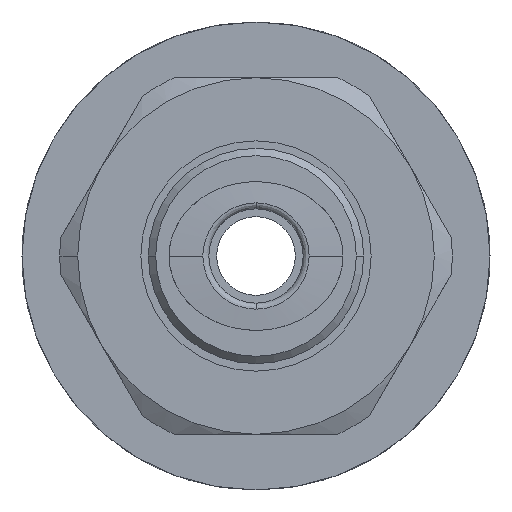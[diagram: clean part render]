
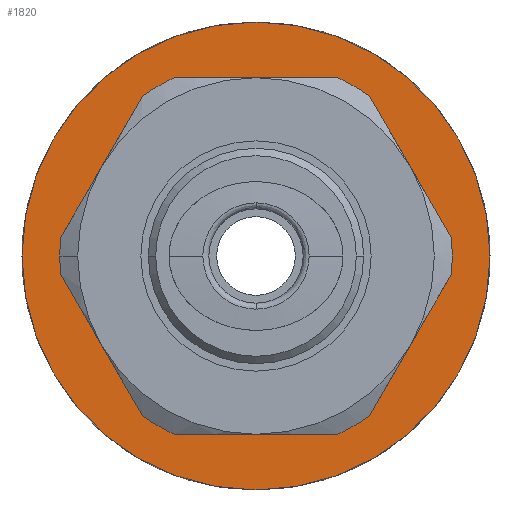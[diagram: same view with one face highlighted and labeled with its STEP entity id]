
A CAD part, front view. The second image highlights one B-rep face of the part: STEP entity #1820.
In plain terms, the highlighted planar face has unit normal (0, -1, 0).
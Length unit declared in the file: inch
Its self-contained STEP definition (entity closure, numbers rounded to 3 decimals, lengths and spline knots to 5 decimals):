
#23 = ORIENTED_EDGE ( 'NONE', *, *, #86, .F. ) ;
#27 = DIRECTION ( 'NONE',  ( -1., 0., 0. ) ) ;
#64 = EDGE_LOOP ( 'NONE', ( #23, #1456 ) ) ;
#65 = CARTESIAN_POINT ( 'NONE',  ( 0.2165, 0.70472, -0.47244 ) ) ;
#70 = VERTEX_POINT ( 'NONE', #991 ) ;
#86 = EDGE_CURVE ( 'NONE', #1445, #1564, #3810, .T. ) ;
#97 = DIRECTION ( 'NONE',  ( 0.5, 0., -0.866 ) ) ;
#266 = VERTEX_POINT ( 'NONE', #1766 ) ;
#272 = AXIS2_PLACEMENT_3D ( 'NONE', #2504, #530, #2832 ) ;
#294 = EDGE_CURVE ( 'NONE', #4069, #3257, #3289, .T. ) ;
#318 = VERTEX_POINT ( 'NONE', #2780 ) ;
#340 = EDGE_CURVE ( 'NONE', #4115, #832, #3197, .T. ) ;
#360 = VERTEX_POINT ( 'NONE', #2132 ) ;
#434 = EDGE_CURVE ( 'NONE', #832, #70, #3869, .T. ) ;
#519 = ORIENTED_EDGE ( 'NONE', *, *, #3744, .F. ) ;
#527 = ORIENTED_EDGE ( 'NONE', *, *, #340, .F. ) ;
#530 = DIRECTION ( 'NONE',  ( 0., -1., 0. ) ) ;
#533 = EDGE_LOOP ( 'NONE', ( #3522, #3210, #670, #1358, #4064, #2783, #1728, #1041, #519, #1585, #527, #2950, #4246 ) ) ;
#544 = CARTESIAN_POINT ( 'NONE',  ( 0.27276, 0.70472, -0.47244 ) ) ;
#560 = CARTESIAN_POINT ( 'NONE',  ( -0.62008, 0.70472, 0. ) ) ;
#571 = LINE ( 'NONE', #2093, #2215 ) ;
#636 = VERTEX_POINT ( 'NONE', #1895 ) ;
#670 = ORIENTED_EDGE ( 'NONE', *, *, #3172, .F. ) ;
#695 = CARTESIAN_POINT ( 'NONE',  ( 0.27276, 0.70472, 0.47244 ) ) ;
#756 = DIRECTION ( 'NONE',  ( 0., -1., 0. ) ) ;
#766 = FACE_BOUND ( 'NONE', #533, .T. ) ;
#817 = CARTESIAN_POINT ( 'NONE',  ( 0.54553, 0.70472, 0. ) ) ;
#821 = AXIS2_PLACEMENT_3D ( 'NONE', #2726, #756, #3050 ) ;
#832 = VERTEX_POINT ( 'NONE', #1946 ) ;
#991 = CARTESIAN_POINT ( 'NONE',  ( 0.5174, 0.70472, 0.04873 ) ) ;
#1000 = VERTEX_POINT ( 'NONE', #65 ) ;
#1013 = EDGE_CURVE ( 'NONE', #3252, #360, #1751, .T. ) ;
#1041 = ORIENTED_EDGE ( 'NONE', *, *, #2662, .F. ) ;
#1074 = CARTESIAN_POINT ( 'NONE',  ( 0., 0.70472, 0. ) ) ;
#1116 = EDGE_CURVE ( 'NONE', #318, #636, #571, .T. ) ;
#1125 = CARTESIAN_POINT ( 'NONE',  ( 0.3009, 0.70472, -0.42371 ) ) ;
#1206 = AXIS2_PLACEMENT_3D ( 'NONE', #1074, #3375, #1408 ) ;
#1304 = CARTESIAN_POINT ( 'NONE',  ( 0.3009, 0.70472, 0.42371 ) ) ;
#1308 = LINE ( 'NONE', #695, #2078 ) ;
#1335 = DIRECTION ( 'NONE',  ( 0., -1., 0. ) ) ;
#1358 = ORIENTED_EDGE ( 'NONE', *, *, #3374, .F. ) ;
#1368 = CARTESIAN_POINT ( 'NONE',  ( -0.3009, 0.70472, -0.42371 ) ) ;
#1408 = DIRECTION ( 'NONE',  ( -1., 0., 0. ) ) ;
#1424 = DIRECTION ( 'NONE',  ( 0., -1., 0. ) ) ;
#1445 = VERTEX_POINT ( 'NONE', #1619 ) ;
#1446 = CARTESIAN_POINT ( 'NONE',  ( -0.3009, 0.70472, 0.42371 ) ) ;
#1456 = ORIENTED_EDGE ( 'NONE', *, *, #2846, .F. ) ;
#1475 = EDGE_CURVE ( 'NONE', #636, #4069, #4212, .T. ) ;
#1557 = DIRECTION ( 'NONE',  ( 0., -1., 0. ) ) ;
#1564 = VERTEX_POINT ( 'NONE', #3637 ) ;
#1585 = ORIENTED_EDGE ( 'NONE', *, *, #434, .F. ) ;
#1619 = CARTESIAN_POINT ( 'NONE',  ( -0.62008, 0.70472, 0. ) ) ;
#1632 = DIRECTION ( 'NONE',  ( 0., -1., 0. ) ) ;
#1637 = EDGE_CURVE ( 'NONE', #1000, #4115, #1748, .T. ) ;
#1728 = ORIENTED_EDGE ( 'NONE', *, *, #1116, .F. ) ;
#1748 = CIRCLE ( 'NONE', #821, 0.51969 ) ;
#1751 = CIRCLE ( 'NONE', #1206, 0.51969 ) ;
#1766 = CARTESIAN_POINT ( 'NONE',  ( -0.51969, 0.70472, 0. ) ) ;
#1782 = VECTOR ( 'NONE', #97, 39.37008 ) ;
#1820 = ADVANCED_FACE ( 'NONE', ( #766, #4154 ), #2866, .T. ) ;
#1847 = DIRECTION ( 'NONE',  ( 0., -1., 0. ) ) ;
#1865 = DIRECTION ( 'NONE',  ( 0., 1., 0. ) ) ;
#1895 = CARTESIAN_POINT ( 'NONE',  ( -0.2165, 0.70472, 0.47244 ) ) ;
#1944 = VERTEX_POINT ( 'NONE', #1304 ) ;
#1946 = CARTESIAN_POINT ( 'NONE',  ( 0.5174, 0.70472, -0.04873 ) ) ;
#1992 = DIRECTION ( 'NONE',  ( 0., 1., 0. ) ) ;
#1998 = AXIS2_PLACEMENT_3D ( 'NONE', #3598, #1632, #3924 ) ;
#2025 = CARTESIAN_POINT ( 'NONE',  ( -0.5174, 0.70472, 0.04873 ) ) ;
#2078 = VECTOR ( 'NONE', #3983, 39.37008 ) ;
#2093 = CARTESIAN_POINT ( 'NONE',  ( 0., 0.70472, 0.47244 ) ) ;
#2132 = CARTESIAN_POINT ( 'NONE',  ( -0.2165, 0.70472, -0.47244 ) ) ;
#2197 = EDGE_CURVE ( 'NONE', #3932, #3252, #2756, .T. ) ;
#2215 = VECTOR ( 'NONE', #3081, 39.37008 ) ;
#2315 = VECTOR ( 'NONE', #3092, 39.37008 ) ;
#2375 = VECTOR ( 'NONE', #3885, 39.37008 ) ;
#2397 = CARTESIAN_POINT ( 'NONE',  ( -0.27276, 0.70472, -0.47244 ) ) ;
#2414 = AXIS2_PLACEMENT_3D ( 'NONE', #3389, #1424, #3724 ) ;
#2441 = CIRCLE ( 'NONE', #2951, 0.51969 ) ;
#2484 = LINE ( 'NONE', #544, #2375 ) ;
#2504 = CARTESIAN_POINT ( 'NONE',  ( 0., 0.70472, 0. ) ) ;
#2662 = EDGE_CURVE ( 'NONE', #1944, #318, #3369, .T. ) ;
#2726 = CARTESIAN_POINT ( 'NONE',  ( 0., 0.70472, 0. ) ) ;
#2756 = LINE ( 'NONE', #2397, #1782 ) ;
#2767 = CARTESIAN_POINT ( 'NONE',  ( -0.54553, 0.70472, 0. ) ) ;
#2780 = CARTESIAN_POINT ( 'NONE',  ( 0.2165, 0.70472, 0.47244 ) ) ;
#2783 = ORIENTED_EDGE ( 'NONE', *, *, #1475, .F. ) ;
#2832 = DIRECTION ( 'NONE',  ( -1., 0., 0. ) ) ;
#2846 = EDGE_CURVE ( 'NONE', #1564, #1445, #4034, .T. ) ;
#2866 = PLANE ( 'NONE',  #3246 ) ;
#2917 = CIRCLE ( 'NONE', #2414, 0.51969 ) ;
#2950 = ORIENTED_EDGE ( 'NONE', *, *, #1637, .F. ) ;
#2951 = AXIS2_PLACEMENT_3D ( 'NONE', #3302, #1335, #3641 ) ;
#3050 = DIRECTION ( 'NONE',  ( -1., 0., 0. ) ) ;
#3081 = DIRECTION ( 'NONE',  ( -1., 0., 0. ) ) ;
#3092 = DIRECTION ( 'NONE',  ( -0.5, 0., -0.866 ) ) ;
#3128 = AXIS2_PLACEMENT_3D ( 'NONE', #3836, #1865, #4153 ) ;
#3172 = EDGE_CURVE ( 'NONE', #266, #3932, #2441, .T. ) ;
#3197 = LINE ( 'NONE', #817, #4058 ) ;
#3210 = ORIENTED_EDGE ( 'NONE', *, *, #2197, .F. ) ;
#3246 = AXIS2_PLACEMENT_3D ( 'NONE', #560, #1557, #3854 ) ;
#3252 = VERTEX_POINT ( 'NONE', #1368 ) ;
#3257 = VERTEX_POINT ( 'NONE', #2025 ) ;
#3289 = LINE ( 'NONE', #2767, #2315 ) ;
#3302 = CARTESIAN_POINT ( 'NONE',  ( 0., 0.70472, 0. ) ) ;
#3315 = CARTESIAN_POINT ( 'NONE',  ( -0.5174, 0.70472, -0.04873 ) ) ;
#3369 = CIRCLE ( 'NONE', #272, 0.51969 ) ;
#3374 = EDGE_CURVE ( 'NONE', #3257, #266, #2917, .T. ) ;
#3375 = DIRECTION ( 'NONE',  ( 0., -1., 0. ) ) ;
#3389 = CARTESIAN_POINT ( 'NONE',  ( 0., 0.70472, 0. ) ) ;
#3441 = DIRECTION ( 'NONE',  ( 0.5, 0., 0.866 ) ) ;
#3518 = AXIS2_PLACEMENT_3D ( 'NONE', #3957, #1992, #27 ) ;
#3522 = ORIENTED_EDGE ( 'NONE', *, *, #1013, .F. ) ;
#3598 = CARTESIAN_POINT ( 'NONE',  ( 0., 0.70472, 0. ) ) ;
#3637 = CARTESIAN_POINT ( 'NONE',  ( 0.62008, 0.70472, 0. ) ) ;
#3641 = DIRECTION ( 'NONE',  ( -1., 0., 0. ) ) ;
#3724 = DIRECTION ( 'NONE',  ( -1., 0., 0. ) ) ;
#3744 = EDGE_CURVE ( 'NONE', #70, #1944, #1308, .T. ) ;
#3810 = CIRCLE ( 'NONE', #3518, 0.62008 ) ;
#3815 = CARTESIAN_POINT ( 'NONE',  ( 0., 0.70472, 0. ) ) ;
#3836 = CARTESIAN_POINT ( 'NONE',  ( 0., 0.70472, 0. ) ) ;
#3854 = DIRECTION ( 'NONE',  ( 1., 0., 0. ) ) ;
#3869 = CIRCLE ( 'NONE', #3881, 0.51969 ) ;
#3881 = AXIS2_PLACEMENT_3D ( 'NONE', #3815, #1847, #4138 ) ;
#3885 = DIRECTION ( 'NONE',  ( 1., 0., 0. ) ) ;
#3924 = DIRECTION ( 'NONE',  ( -1., 0., 0. ) ) ;
#3932 = VERTEX_POINT ( 'NONE', #3315 ) ;
#3957 = CARTESIAN_POINT ( 'NONE',  ( 0., 0.70472, 0. ) ) ;
#3983 = DIRECTION ( 'NONE',  ( -0.5, 0., 0.866 ) ) ;
#4034 = CIRCLE ( 'NONE', #3128, 0.62008 ) ;
#4058 = VECTOR ( 'NONE', #3441, 39.37008 ) ;
#4064 = ORIENTED_EDGE ( 'NONE', *, *, #294, .F. ) ;
#4069 = VERTEX_POINT ( 'NONE', #1446 ) ;
#4115 = VERTEX_POINT ( 'NONE', #1125 ) ;
#4138 = DIRECTION ( 'NONE',  ( -1., 0., 0. ) ) ;
#4153 = DIRECTION ( 'NONE',  ( -1., 0., 0. ) ) ;
#4154 = FACE_OUTER_BOUND ( 'NONE', #64, .T. ) ;
#4212 = CIRCLE ( 'NONE', #1998, 0.51969 ) ;
#4241 = EDGE_CURVE ( 'NONE', #360, #1000, #2484, .T. ) ;
#4246 = ORIENTED_EDGE ( 'NONE', *, *, #4241, .F. ) ;
